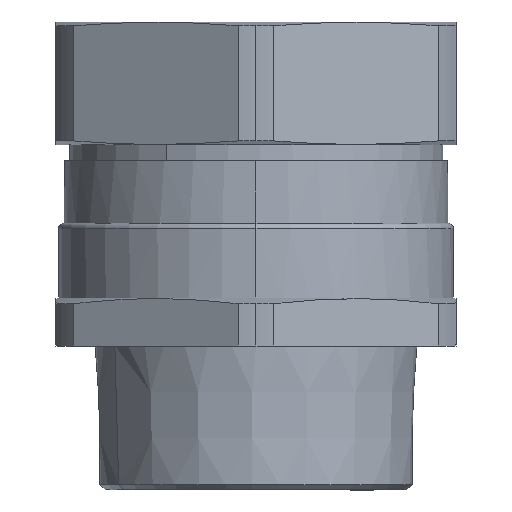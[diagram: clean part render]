
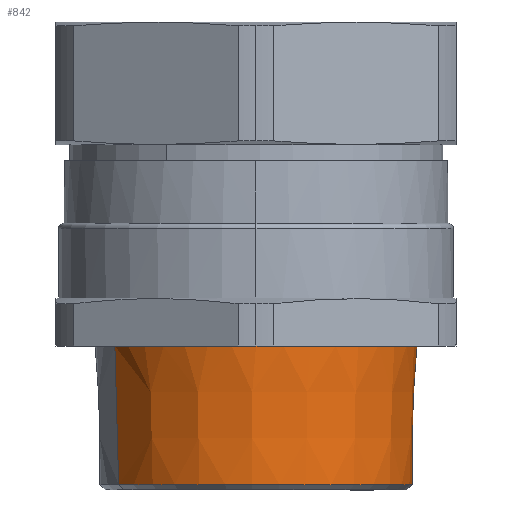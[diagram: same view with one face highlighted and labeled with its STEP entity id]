
A CAD part, front view. The second image highlights one B-rep face of the part: STEP entity #842.
In plain terms, the highlighted conical face has half-angle 1.78 degrees and reference radius 29.311 mm.
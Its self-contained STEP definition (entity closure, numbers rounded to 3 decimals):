
#623=AXIS2_PLACEMENT_3D('Circle Axis2P3D',#621,#622,$) ;
#630=AXIS2_PLACEMENT_3D('Circle Axis2P3D',#628,#629,$) ;
#814=AXIS2_PLACEMENT_3D('Cone Axis2P3D',#811,#812,#813) ;
#832=AXIS2_PLACEMENT_3D('Circle Axis2P3D',#830,#831,$) ;
#616=CARTESIAN_POINT('Vertex',(11.041,27.045,27.)) ;
#621=CARTESIAN_POINT('Axis2P3D Location',(37.5,41.5,27.)) ;
#625=CARTESIAN_POINT('Vertex',(37.5,11.35,27.)) ;
#628=CARTESIAN_POINT('Axis2P3D Location',(37.5,41.5,27.)) ;
#632=CARTESIAN_POINT('Vertex',(63.959,55.955,27.)) ;
#811=CARTESIAN_POINT('Axis2P3D Location',(37.5,41.5,0.)) ;
#816=CARTESIAN_POINT('Line Origine',(63.591,55.754,13.5)) ;
#820=CARTESIAN_POINT('Vertex',(63.25,55.567,1.)) ;
#823=CARTESIAN_POINT('Line Origine',(11.409,27.246,13.5)) ;
#827=CARTESIAN_POINT('Vertex',(11.75,27.433,1.)) ;
#830=CARTESIAN_POINT('Axis2P3D Location',(37.5,41.5,1.)) ;
#622=DIRECTION('Axis2P3D Direction',(0.,0.,-1.)) ;
#629=DIRECTION('Axis2P3D Direction',(0.,0.,-1.)) ;
#812=DIRECTION('Axis2P3D Direction',(0.,0.,1.)) ;
#813=DIRECTION('Axis2P3D XDirection',(0.878,0.479,0.)) ;
#817=DIRECTION('Vector Direction',(0.027,0.015,1.)) ;
#824=DIRECTION('Vector Direction',(-0.027,-0.015,1.)) ;
#831=DIRECTION('Axis2P3D Direction',(0.,0.,1.)) ;
#818=VECTOR('Line Direction',#817,1.) ;
#825=VECTOR('Line Direction',#824,1.) ;
#836=ORIENTED_EDGE('',*,*,#822,.T.) ;
#837=ORIENTED_EDGE('',*,*,#634,.T.) ;
#838=ORIENTED_EDGE('',*,*,#627,.T.) ;
#839=ORIENTED_EDGE('',*,*,#829,.F.) ;
#840=ORIENTED_EDGE('',*,*,#834,.T.) ;
#842=ADVANCED_FACE('PartBody',(#841),#815,.T.) ;
#624=CIRCLE('generated circle',#623,30.15) ;
#631=CIRCLE('generated circle',#630,30.15) ;
#833=CIRCLE('generated circle',#832,29.342) ;
#815=CONICAL_SURFACE('Cone',#814,29.311,0.031) ;
#627=EDGE_CURVE('',#626,#617,#624,.T.) ;
#634=EDGE_CURVE('',#633,#626,#631,.T.) ;
#822=EDGE_CURVE('',#821,#633,#819,.T.) ;
#829=EDGE_CURVE('',#828,#617,#826,.T.) ;
#834=EDGE_CURVE('',#828,#821,#833,.T.) ;
#835=EDGE_LOOP('',(#836,#837,#838,#839,#840)) ;
#841=FACE_OUTER_BOUND('',#835,.T.) ;
#819=LINE('Line',#816,#818) ;
#826=LINE('Line',#823,#825) ;
#617=VERTEX_POINT('',#616) ;
#626=VERTEX_POINT('',#625) ;
#633=VERTEX_POINT('',#632) ;
#821=VERTEX_POINT('',#820) ;
#828=VERTEX_POINT('',#827) ;
